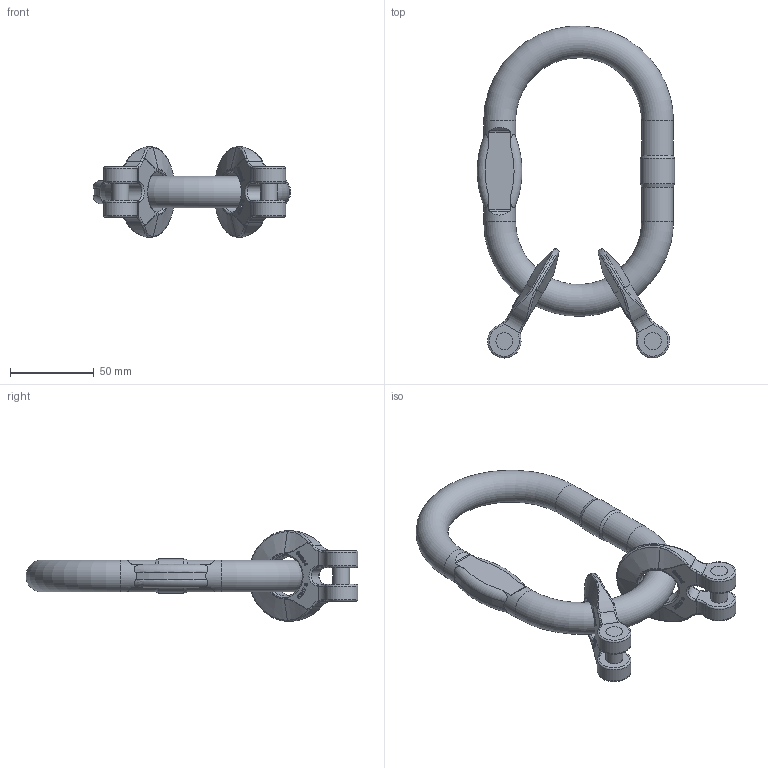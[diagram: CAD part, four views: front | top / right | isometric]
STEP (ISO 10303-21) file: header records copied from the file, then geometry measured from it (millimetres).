
FILE_DESCRIPTION(/* description */ (''),/* implementation_level */ '2;1');
FILE_NAME(/* name */ 'pewag_KAGW_2-8',/* time_stamp */ '2010-03-01T14:33:35+01:00',/* author */ (''),/* organization */ (''),/* preprocessor_version */ 'ST-DEVELOPER v9',/* originating_system */ 'UGS - NX 4.0',/* authorisation */ '');
FILE_SCHEMA (('AUTOMOTIVE_DESIGN { 1 0 10303 214 1 1 1 1 }'));
Length unit declared in the file: millimetre
Products named in the file (1): ritC3FElcs0
Bounding box: 117.47 x 197.63 x 54 mm (x, y, z)
Volume: 163781.2 mm3; surface area: 43367.5 mm2
Topology: 5 solids, 5 shells, 529 faces, 1385 edges, 896 vertices
Faces by surface type: extrusion 186, plane 184, bspline 56, torus 54, cylinder 47, cone 2
Full cylindrical faces by diameter (mm): 10 x6, 19 x4, 20.425 x1, 24 x2
Entity records: 19683 total; most frequent: CARTESIAN_POINT 8078, ORIENTED_EDGE 2712, DIRECTION 1660, EDGE_CURVE 1356, VERTEX_POINT 888, B_SPLINE_CURVE_WITH_KNOTS 840, VECTOR 692, EDGE_LOOP 594
